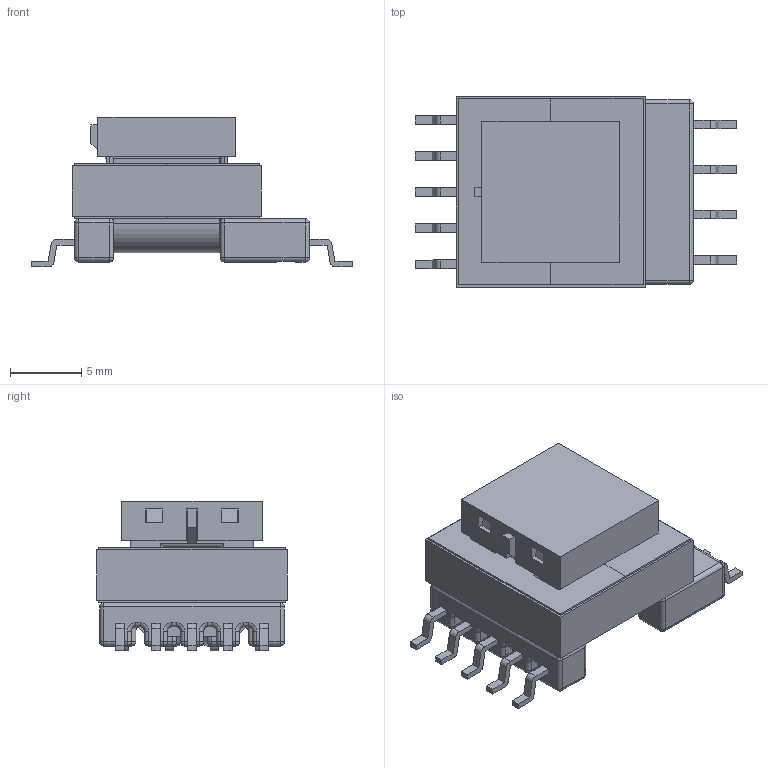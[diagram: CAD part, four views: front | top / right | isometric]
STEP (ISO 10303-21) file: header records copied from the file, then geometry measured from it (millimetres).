
FILE_DESCRIPTION(/* description */ ('Unknown'),/* implementation_level */ '2;1');
FILE_NAME(/* name */ 'T_Wurth_WE-OLEE-EE13_7_4',/* time_stamp */ '2025-12-26T10:07:32+08:00',/* author */ ('Unknown'),/* organization */ ('Unknown'),/* preprocessor_version */ 'ST-DEVELOPER v19.4',/* originating_system */ 'Solid Edge',/* authorisation */ 'Unknown');
FILE_SCHEMA (('AUTOMOTIVE_DESIGN {1 0 10303 214 3 1 1}'));
Length unit declared in the file: millimetre
Products named in the file (2): T_Wurth_WE-OLEE-EE13_7_4
Assembly tree (1 placements, depth 2):
  T_Wurth_WE-OLEE-EE13_7_4
    T_Wurth_WE-OLEE-EE13_7_4
Bounding box: 22.61 x 13.42 x 10.56 mm (x, y, z)
Volume: 1366 mm3; surface area: 2917.9 mm2
Topology: 6 solids, 6 shells, 606 faces, 1524 edges, 877 vertices
Faces by surface type: plane 270, cylinder 210, sphere 52, bspline 40, torus 34
Entity records: 22013 total; most frequent: CARTESIAN_POINT 4410, ORIENTED_EDGE 2936, DIRECTION 2839, EDGE_CURVE 1468, AXIS2_PLACEMENT_3D 962, LINE 915, VECTOR 915, VERTEX_POINT 877
